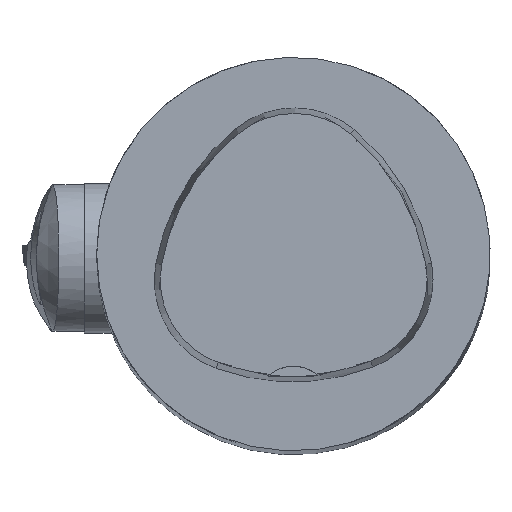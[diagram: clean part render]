
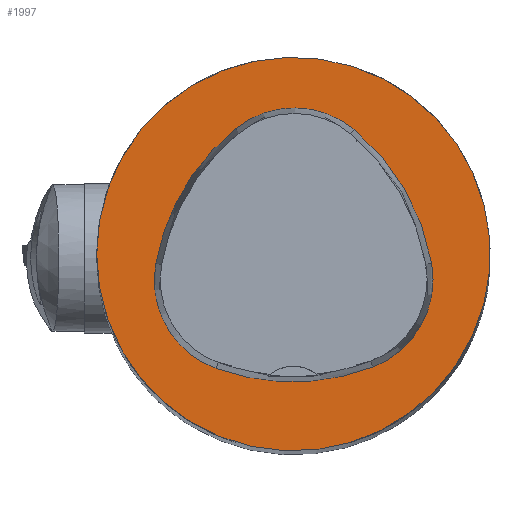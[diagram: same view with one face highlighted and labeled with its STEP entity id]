
A CAD part, top view. The second image highlights one B-rep face of the part: STEP entity #1997.
In plain terms, the highlighted planar face has unit normal (0, 0, 1).
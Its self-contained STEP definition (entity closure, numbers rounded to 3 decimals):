
#1997=ADVANCED_FACE('',(#2636,#2637),#2339,.T.);
#2339=PLANE('',#6934);
#2636=FACE_BOUND('',#2737,.T.);
#2637=FACE_BOUND('',#2738,.T.);
#2737=EDGE_LOOP('',(#3293,#3294,#3295,#3296,#3297,#3298));
#2738=EDGE_LOOP('',(#3299));
#3293=ORIENTED_EDGE('',*,*,#5777,.T.);
#3294=ORIENTED_EDGE('',*,*,#5757,.T.);
#3295=ORIENTED_EDGE('',*,*,#5761,.T.);
#3296=ORIENTED_EDGE('',*,*,#5764,.T.);
#3297=ORIENTED_EDGE('',*,*,#5767,.T.);
#3298=ORIENTED_EDGE('',*,*,#5775,.T.);
#3299=ORIENTED_EDGE('',*,*,#5718,.F.);
#5057=VERTEX_POINT('',#9252);
#5096=VERTEX_POINT('',#9414);
#5097=VERTEX_POINT('',#9415);
#5100=VERTEX_POINT('',#9423);
#5102=VERTEX_POINT('',#9429);
#5104=VERTEX_POINT('',#9435);
#5111=VERTEX_POINT('',#9456);
#5718=EDGE_CURVE('',#5057,#5057,#6626,.T.);
#5757=EDGE_CURVE('',#5096,#5097,#6631,.T.);
#5761=EDGE_CURVE('',#5097,#5100,#6633,.T.);
#5764=EDGE_CURVE('',#5100,#5102,#6635,.T.);
#5767=EDGE_CURVE('',#5102,#5104,#6637,.T.);
#5775=EDGE_CURVE('',#5104,#5111,#6641,.T.);
#5777=EDGE_CURVE('',#5111,#5096,#6643,.T.);
#6626=CIRCLE('',#6891,31.5);
#6631=CIRCLE('',#6912,36.);
#6633=CIRCLE('',#6915,15.);
#6635=CIRCLE('',#6918,36.);
#6637=CIRCLE('',#6921,15.);
#6641=CIRCLE('',#6926,36.);
#6643=CIRCLE('',#6929,15.);
#6891=AXIS2_PLACEMENT_3D('',#9251,#7522,#7523);
#6912=AXIS2_PLACEMENT_3D('',#9413,#7576,#7577);
#6915=AXIS2_PLACEMENT_3D('',#9422,#7584,#7585);
#6918=AXIS2_PLACEMENT_3D('',#9428,#7591,#7592);
#6921=AXIS2_PLACEMENT_3D('',#9434,#7598,#7599);
#6926=AXIS2_PLACEMENT_3D('',#9457,#7610,#7611);
#6929=AXIS2_PLACEMENT_3D('',#9460,#7616,#7617);
#6934=AXIS2_PLACEMENT_3D('',#9465,#7626,#7627);
#7522=DIRECTION('',(0.,0.,-1.));
#7523=DIRECTION('',(-1.,0.,0.));
#7576=DIRECTION('',(0.,0.,-1.));
#7577=DIRECTION('',(-1.,0.,0.));
#7584=DIRECTION('',(0.,0.,-1.));
#7585=DIRECTION('',(-1.,0.,0.));
#7591=DIRECTION('',(0.,0.,-1.));
#7592=DIRECTION('',(-1.,0.,0.));
#7598=DIRECTION('',(0.,0.,-1.));
#7599=DIRECTION('',(-1.,0.,0.));
#7610=DIRECTION('',(0.,0.,-1.));
#7611=DIRECTION('',(-1.,0.,0.));
#7616=DIRECTION('',(0.,0.,-1.));
#7617=DIRECTION('',(-1.,0.,0.));
#7626=DIRECTION('',(0.,0.,1.));
#7627=DIRECTION('',(1.,0.,0.));
#9251=CARTESIAN_POINT('',(0.,0.,0.));
#9252=CARTESIAN_POINT('',(-31.5,0.,0.));
#9413=CARTESIAN_POINT('',(13.398,-7.893,0.));
#9414=CARTESIAN_POINT('',(-22.041,-1.562,0.));
#9415=CARTESIAN_POINT('',(-9.317,20.036,0.));
#9422=CARTESIAN_POINT('',(0.148,8.399,0.));
#9423=CARTESIAN_POINT('',(9.779,19.898,0.));
#9428=CARTESIAN_POINT('',(-13.337,-7.7,0.));
#9429=CARTESIAN_POINT('',(22.122,-1.48,0.));
#9434=CARTESIAN_POINT('',(7.347,-4.071,0.));
#9435=CARTESIAN_POINT('',(12.693,-18.087,0.));
#9456=CARTESIAN_POINT('',(-12.373,-18.307,0.));
#9457=CARTESIAN_POINT('',(-0.137,15.55,0.));
#9460=CARTESIAN_POINT('',(-7.275,-4.2,0.));
#9465=CARTESIAN_POINT('',(0.,0.,0.));
